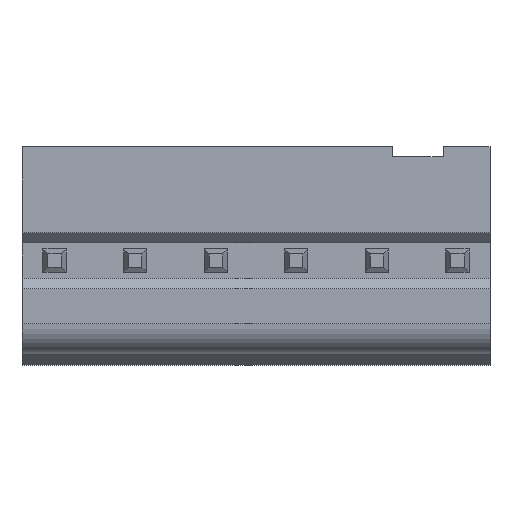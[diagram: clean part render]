
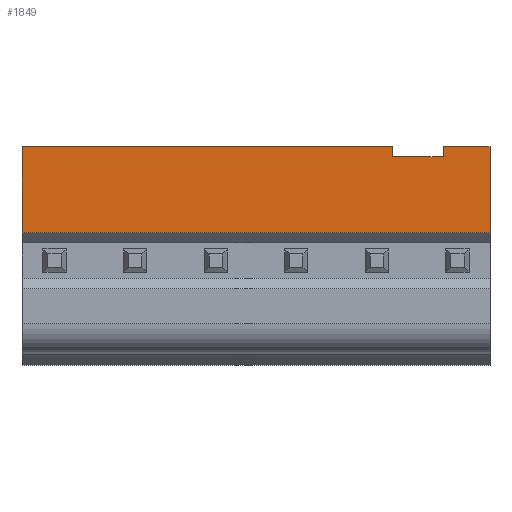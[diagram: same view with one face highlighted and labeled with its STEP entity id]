
A CAD part, front view. The second image highlights one B-rep face of the part: STEP entity #1849.
In plain terms, the highlighted planar face has unit normal (0, -1, 0).
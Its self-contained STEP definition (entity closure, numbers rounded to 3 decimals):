
#79=DIRECTION('',(0.,0.,-1.));
#80=VECTOR('',#79,4.225);
#81=CARTESIAN_POINT('',(-11.5,0.,10.2));
#82=LINE('',#81,#80);
#199=DIRECTION('',(0.,0.,-1.));
#200=VECTOR('',#199,0.5);
#201=CARTESIAN_POINT('',(9.2,0.,10.2));
#202=LINE('',#201,#200);
#203=DIRECTION('',(1.,0.,0.));
#204=VECTOR('',#203,2.3);
#205=CARTESIAN_POINT('',(9.2,0.,10.2));
#206=LINE('',#205,#204);
#207=DIRECTION('',(1.,0.,0.));
#208=VECTOR('',#207,23.);
#209=CARTESIAN_POINT('',(-11.5,0.,5.975));
#210=LINE('',#209,#208);
#211=DIRECTION('',(1.,0.,0.));
#212=VECTOR('',#211,18.2);
#213=CARTESIAN_POINT('',(-11.5,0.,10.2));
#214=LINE('',#213,#212);
#215=DIRECTION('',(0.,0.,-1.));
#216=VECTOR('',#215,0.5);
#217=CARTESIAN_POINT('',(6.7,0.,10.2));
#218=LINE('',#217,#216);
#219=DIRECTION('',(-1.,0.,0.));
#220=VECTOR('',#219,2.5);
#221=CARTESIAN_POINT('',(9.2,0.,9.7));
#222=LINE('',#221,#220);
#235=DIRECTION('',(0.,0.,-1.));
#236=VECTOR('',#235,4.225);
#237=CARTESIAN_POINT('',(11.5,0.,10.2));
#238=LINE('',#237,#236);
#1291=CARTESIAN_POINT('',(-11.5,0.,10.2));
#1292=VERTEX_POINT('',#1291);
#1325=CARTESIAN_POINT('',(11.5,0.,10.2));
#1326=VERTEX_POINT('',#1325);
#1347=CARTESIAN_POINT('',(-11.5,0.,5.975));
#1348=VERTEX_POINT('',#1347);
#1355=CARTESIAN_POINT('',(11.5,0.,5.975));
#1356=VERTEX_POINT('',#1355);
#1653=CARTESIAN_POINT('',(9.2,0.,10.2));
#1654=VERTEX_POINT('',#1653);
#1655=CARTESIAN_POINT('',(6.7,0.,10.2));
#1656=VERTEX_POINT('',#1655);
#1657=CARTESIAN_POINT('',(9.2,0.,9.7));
#1658=VERTEX_POINT('',#1657);
#1659=CARTESIAN_POINT('',(6.7,0.,9.7));
#1660=VERTEX_POINT('',#1659);
#1828=CARTESIAN_POINT('',(-11.5,0.,10.2));
#1829=DIRECTION('',(0.,-1.,0.));
#1830=DIRECTION('',(0.,0.,-1.));
#1831=AXIS2_PLACEMENT_3D('',#1828,#1829,#1830);
#1832=PLANE('',#1831);
#1834=ORIENTED_EDGE('',*,*,#1833,.F.);
#1836=ORIENTED_EDGE('',*,*,#1835,.T.);
#1838=ORIENTED_EDGE('',*,*,#1837,.T.);
#1839=ORIENTED_EDGE('',*,*,#1806,.F.);
#1840=ORIENTED_EDGE('',*,*,#1702,.F.);
#1842=ORIENTED_EDGE('',*,*,#1841,.T.);
#1844=ORIENTED_EDGE('',*,*,#1843,.T.);
#1846=ORIENTED_EDGE('',*,*,#1845,.F.);
#1847=EDGE_LOOP('',(#1834,#1836,#1838,#1839,#1840,#1842,#1844,#1846));
#1848=FACE_OUTER_BOUND('',#1847,.F.);
#1849=ADVANCED_FACE('',(#1848),#1832,.T.);
#1702=EDGE_CURVE('',#1292,#1348,#82,.T.);
#1806=EDGE_CURVE('',#1348,#1356,#210,.T.);
#1833=EDGE_CURVE('',#1654,#1658,#202,.T.);
#1835=EDGE_CURVE('',#1654,#1326,#206,.T.);
#1837=EDGE_CURVE('',#1326,#1356,#238,.T.);
#1841=EDGE_CURVE('',#1292,#1656,#214,.T.);
#1843=EDGE_CURVE('',#1656,#1660,#218,.T.);
#1845=EDGE_CURVE('',#1658,#1660,#222,.T.);
